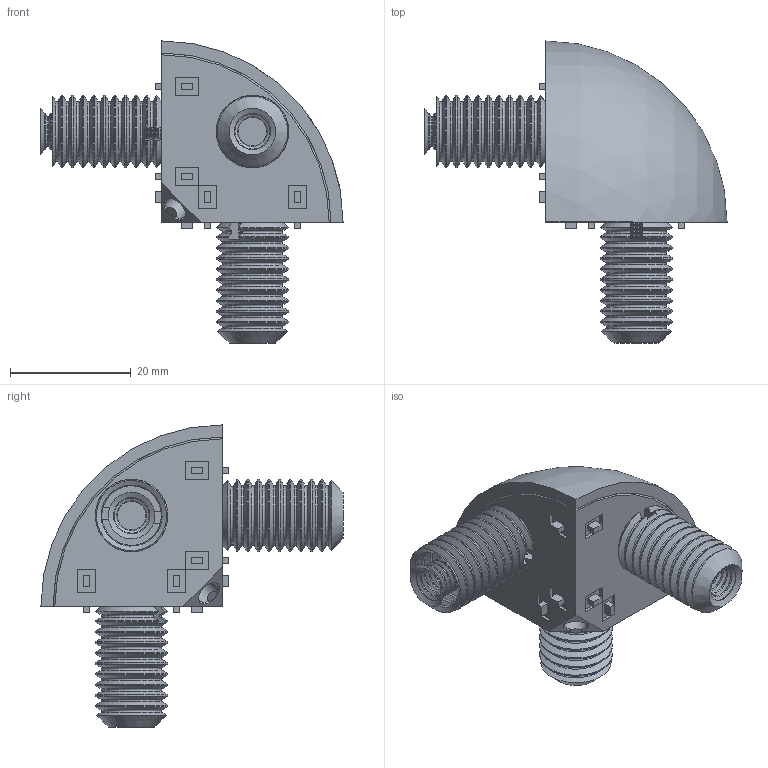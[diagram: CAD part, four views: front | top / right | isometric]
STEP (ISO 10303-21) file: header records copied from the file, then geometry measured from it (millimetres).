
FILE_DESCRIPTION(/* description */ ('STEP AP203'),/* implementation_level */ '2;1');
FILE_NAME(/* name */ 'PCE30-01CWCLIENTE.stp',/* time_stamp */ '2022-06-09T09:52:58+02:00',/* author */ ('daniele.berto'),/* organization */ (''),/* preprocessor_version */ 'ST-DEVELOPER v18.1',/* originating_system */ 'Autodesk Inventor 2021',/* authorisation */ '');
FILE_SCHEMA (('CONFIG_CONTROL_DESIGN'));
Length unit declared in the file: millimetre
Products named in the file (1): PCE30-01CW
Bounding box: 50 x 50 x 50 mm (x, y, z)
Volume: 14272.4 mm3; surface area: 14991.7 mm2
Topology: 8 solids, 8 shells, 878 faces, 2261 edges, 1419 vertices
Faces by surface type: cone 379, plane 210, cylinder 185, torus 102, sphere 2
Full cylindrical faces by diameter (mm): 4 x1, 4.3 x1, 6 x123, 6.6 x3, 11.34 x3, 12 x24
Entity records: 27335 total; most frequent: CARTESIAN_POINT 5373, DIRECTION 5001, ORIENTED_EDGE 4512, EDGE_CURVE 2256, AXIS2_PLACEMENT_3D 2031, VERTEX_POINT 1419, CIRCLE 1133, LINE 939
